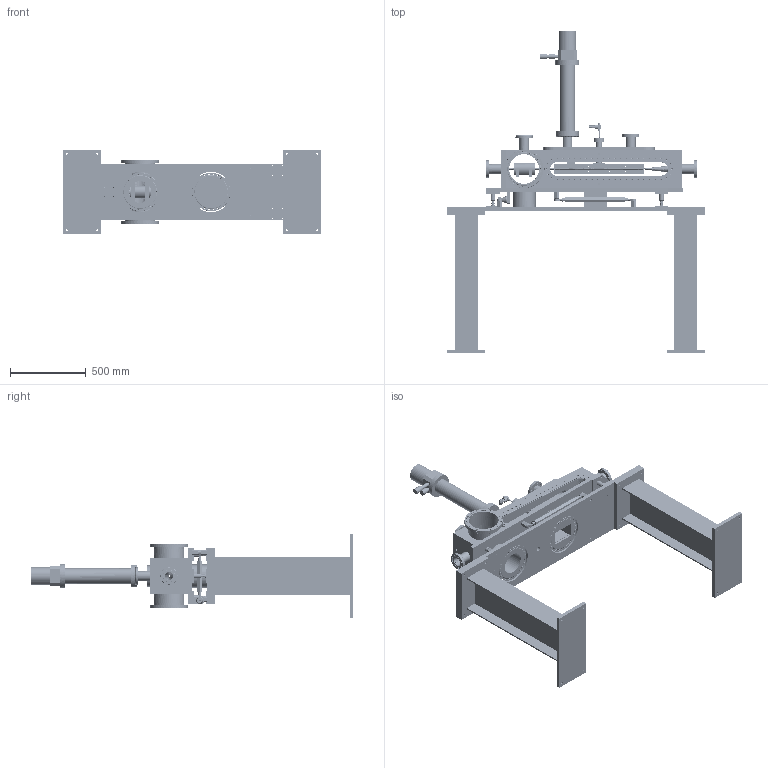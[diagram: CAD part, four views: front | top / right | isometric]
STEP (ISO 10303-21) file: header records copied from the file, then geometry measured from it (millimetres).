
FILE_DESCRIPTION((''),'2;1');
FILE_NAME('Olympus_scattering_chamber.stp','2010-04-30T14:01:57',( 'User'),('SDRC'),'I-DEAS Master Series','UNIX','Yes');
FILE_SCHEMA(('CONFIG_CONTROL_DESIGN', 'GEOMETRIC_VALIDATION_PROPERTIES_MIM','SHAPE_APPEARANCE_LAYER_MIM'));
Length unit declared in the file: millimetre
Assembly tree (146 placements, depth 0):
Bounding box: 1708.15 x 2134.87 x 558.8 mm (x, y, z)
Volume: 88643248.1 mm3; surface area: 10935682.6 mm2
Topology: 146 solids, 194 shells, 6115 faces, 15662 edges, 9750 vertices
Faces by surface type: bspline 6115
Entity records: 175938 total; most frequent: CARTESIAN_POINT 101133, ORIENTED_EDGE 19886, EDGE_CURVE 9957, VERTEX_POINT 6369, EDGE_LOOP 5462, QUASI_UNIFORM_CURVE 4546, FACE_OUTER_BOUND 3968, ADVANCED_FACE 3968
